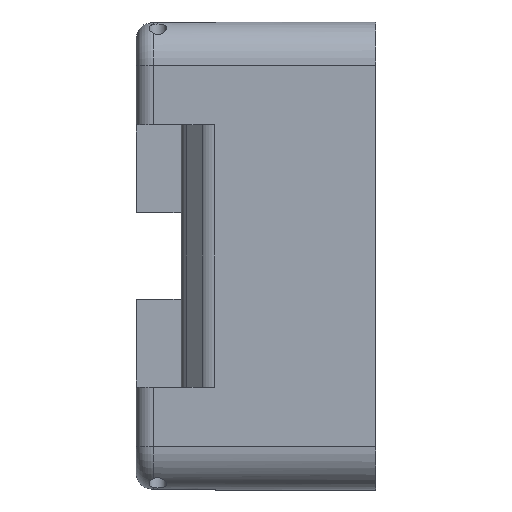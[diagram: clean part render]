
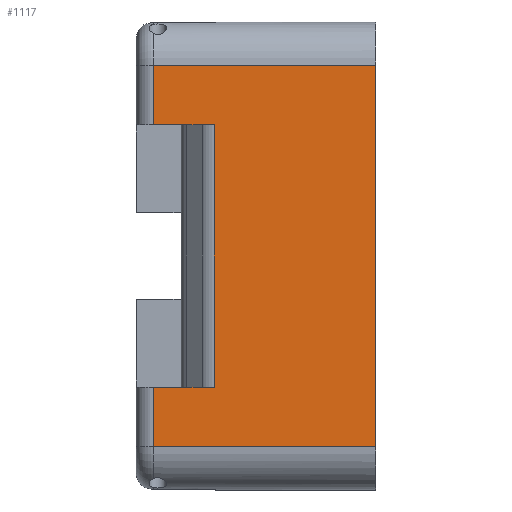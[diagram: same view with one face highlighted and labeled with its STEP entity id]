
A CAD part, left-side view. The second image highlights one B-rep face of the part: STEP entity #1117.
In plain terms, the highlighted planar face has unit normal (-1, 0, 0).
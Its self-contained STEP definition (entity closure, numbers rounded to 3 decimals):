
#55=FACE_OUTER_BOUND('',#114,.T.);
#114=EDGE_LOOP('',(#762,#763,#764,#765,#766,#767,#768,#769));
#171=LINE('',#1629,#288);
#176=LINE('',#1644,#293);
#177=LINE('',#1651,#294);
#182=LINE('',#1666,#299);
#183=LINE('',#1668,#300);
#184=LINE('',#1670,#301);
#185=LINE('',#1672,#302);
#186=LINE('',#1673,#303);
#288=VECTOR('',#1301,10.);
#293=VECTOR('',#1314,10.);
#294=VECTOR('',#1321,10.);
#299=VECTOR('',#1334,10.);
#300=VECTOR('',#1335,10.);
#301=VECTOR('',#1336,10.);
#302=VECTOR('',#1337,10.);
#303=VECTOR('',#1338,10.);
#448=VERTEX_POINT('',#1615);
#454=VERTEX_POINT('',#1627);
#460=VERTEX_POINT('',#1643);
#461=VERTEX_POINT('',#1647);
#463=VERTEX_POINT('',#1650);
#470=VERTEX_POINT('',#1667);
#471=VERTEX_POINT('',#1669);
#472=VERTEX_POINT('',#1671);
#568=EDGE_CURVE('',#448,#454,#171,.T.);
#575=EDGE_CURVE('',#448,#460,#176,.T.);
#578=EDGE_CURVE('',#463,#461,#177,.T.);
#586=EDGE_CURVE('',#454,#463,#182,.T.);
#587=EDGE_CURVE('',#470,#461,#183,.T.);
#588=EDGE_CURVE('',#471,#470,#184,.T.);
#589=EDGE_CURVE('',#472,#471,#185,.T.);
#590=EDGE_CURVE('',#460,#472,#186,.T.);
#762=ORIENTED_EDGE('',*,*,#586,.T.);
#763=ORIENTED_EDGE('',*,*,#578,.T.);
#764=ORIENTED_EDGE('',*,*,#587,.F.);
#765=ORIENTED_EDGE('',*,*,#588,.F.);
#766=ORIENTED_EDGE('',*,*,#589,.F.);
#767=ORIENTED_EDGE('',*,*,#590,.F.);
#768=ORIENTED_EDGE('',*,*,#575,.F.);
#769=ORIENTED_EDGE('',*,*,#568,.T.);
#1083=PLANE('',#1198);
#1117=ADVANCED_FACE('',(#55),#1083,.T.);
#1198=AXIS2_PLACEMENT_3D('',#1665,#1332,#1333);
#1301=DIRECTION('',(0.,-1.,0.));
#1314=DIRECTION('',(0.,0.,1.));
#1321=DIRECTION('',(0.,1.,0.));
#1332=DIRECTION('center_axis',(-1.,0.,0.));
#1333=DIRECTION('ref_axis',(0.,0.,1.));
#1334=DIRECTION('',(0.,0.,-1.));
#1335=DIRECTION('',(0.,0.,1.));
#1336=DIRECTION('',(0.,1.,0.));
#1337=DIRECTION('',(0.,0.,-1.));
#1338=DIRECTION('',(0.,-1.,0.));
#1615=CARTESIAN_POINT('',(-35.05,9.2,15.15));
#1627=CARTESIAN_POINT('',(-35.05,2.172,15.15));
#1629=CARTESIAN_POINT('',(-35.05,0.,15.15));
#1643=CARTESIAN_POINT('',(-35.05,9.2,22.05));
#1644=CARTESIAN_POINT('',(-35.05,9.2,-3.038));
#1647=CARTESIAN_POINT('',(-35.05,9.2,-15.15));
#1650=CARTESIAN_POINT('',(-35.05,2.172,-15.15));
#1651=CARTESIAN_POINT('',(-35.05,0.,-15.15));
#1665=CARTESIAN_POINT('Origin',(-35.05,0.,-22.05));
#1666=CARTESIAN_POINT('',(-35.05,2.172,15.05));
#1667=CARTESIAN_POINT('',(-35.05,9.2,-22.05));
#1668=CARTESIAN_POINT('',(-35.05,9.2,-19.012));
#1669=CARTESIAN_POINT('',(-35.05,-16.5,-22.05));
#1670=CARTESIAN_POINT('',(-35.05,0.,-22.05));
#1671=CARTESIAN_POINT('',(-35.05,-16.5,22.05));
#1672=CARTESIAN_POINT('',(-35.05,-16.5,-22.05));
#1673=CARTESIAN_POINT('',(-35.05,0.,22.05));
